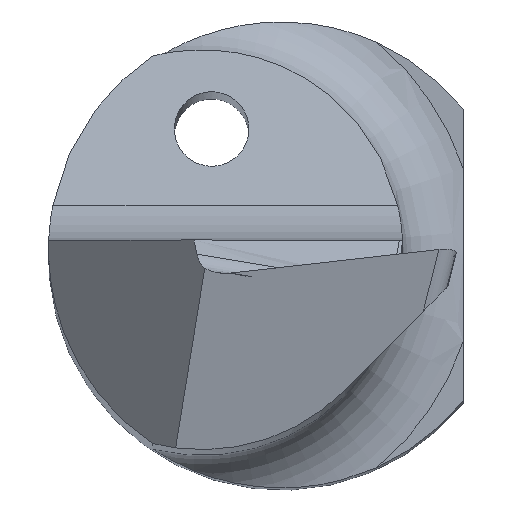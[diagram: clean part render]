
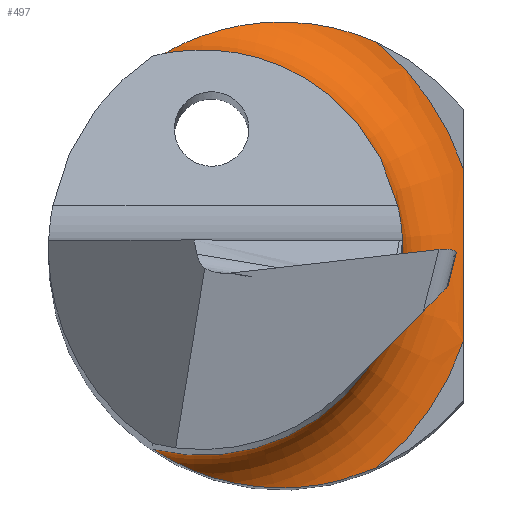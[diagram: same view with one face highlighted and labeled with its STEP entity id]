
A CAD part, top view. The second image highlights one B-rep face of the part: STEP entity #497.
In plain terms, the highlighted toroidal (fillet/blend) face has major radius 2.95 mm and minor radius 0.8 mm.
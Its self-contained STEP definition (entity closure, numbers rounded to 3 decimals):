
#9 = ORIENTED_EDGE ( 'NONE', *, *, #555, .F. ) ;
#25 = CARTESIAN_POINT ( 'NONE',  ( -1.312, 2.128, 15.336 ) ) ;
#34 = CARTESIAN_POINT ( 'NONE',  ( -1.382, 2.083, 15.491 ) ) ;
#40 = CARTESIAN_POINT ( 'NONE',  ( -1.161, 2.216, 15.18 ) ) ;
#53 = DIRECTION ( 'NONE',  ( -1., 0., 0. ) ) ;
#60 = CARTESIAN_POINT ( 'NONE',  ( -1.312, -2.128, 15.335 ) ) ;
#125 = CARTESIAN_POINT ( 'NONE',  ( -1.365, -2.095, 15.434 ) ) ;
#156 = ORIENTED_EDGE ( 'NONE', *, *, #472, .F. ) ;
#161 = CARTESIAN_POINT ( 'NONE',  ( -1.277, 2.15, 15.293 ) ) ;
#164 = DIRECTION ( 'NONE',  ( 0., 0., -1. ) ) ;
#170 = VERTEX_POINT ( 'NONE', #276 ) ;
#175 = CARTESIAN_POINT ( 'NONE',  ( 0.805, 2.378, 14.75 ) ) ;
#183 = DIRECTION ( 'NONE',  ( 0., 0., 1. ) ) ;
#187 = CARTESIAN_POINT ( 'NONE',  ( 0.583, -2.442, 14.757 ) ) ;
#188 = CARTESIAN_POINT ( 'NONE',  ( 1.018, -2.284, 14.75 ) ) ;
#189 = EDGE_CURVE ( 'NONE', #854, #554, #720, .T. ) ;
#210 = VERTEX_POINT ( 'NONE', #822 ) ;
#216 = CARTESIAN_POINT ( 'NONE',  ( -1.382, 2.083, 15.55 ) ) ;
#223 = CARTESIAN_POINT ( 'NONE',  ( -1.382, 2.083, 15.55 ) ) ;
#230 = B_SPLINE_CURVE_WITH_KNOTS ( 'NONE', 3,
 ( #223, #34, #643, #25, #161, #40, #293, #305, #882, #239, #583, #298, #743, #233, #175, #514 ),
 .UNSPECIFIED., .F., .F.,
 ( 4, 2, 2, 2, 2, 2, 2, 4 ),
 ( 0., 0., 0., 0.001, 0.001, 0.001, 0.002, 0.003 ),
 .UNSPECIFIED. ) ;
#233 = CARTESIAN_POINT ( 'NONE',  ( 0.578, 2.443, 14.757 ) ) ;
#239 = CARTESIAN_POINT ( 'NONE',  ( -0.556, 2.44, 14.92 ) ) ;
#242 = DIRECTION ( 'NONE',  ( 0., 0., -1. ) ) ;
#245 = CARTESIAN_POINT ( 'NONE',  ( -1.382, -2.083, 15.55 ) ) ;
#250 = CARTESIAN_POINT ( 'NONE',  ( -0.443, -2.463, 14.891 ) ) ;
#252 = DIRECTION ( 'NONE',  ( 0., 0., -1. ) ) ;
#261 = CARTESIAN_POINT ( 'NONE',  ( 1.95, -0.619, 14.75 ) ) ;
#276 = CARTESIAN_POINT ( 'NONE',  ( 1.018, -2.284, 14.75 ) ) ;
#293 = CARTESIAN_POINT ( 'NONE',  ( -1.068, 2.263, 15.123 ) ) ;
#298 = CARTESIAN_POINT ( 'NONE',  ( -0.111, 2.508, 14.823 ) ) ;
#305 = CARTESIAN_POINT ( 'NONE',  ( -0.874, 2.344, 15.026 ) ) ;
#314 = CARTESIAN_POINT ( 'NONE',  ( -0.85, 0., 14.75 ) ) ;
#321 = AXIS2_PLACEMENT_3D ( 'NONE', #314, #242, #371 ) ;
#322 = AXIS2_PLACEMENT_3D ( 'NONE', #609, #183, #53 ) ;
#326 = CARTESIAN_POINT ( 'NONE',  ( -0.872, -2.345, 15.025 ) ) ;
#327 = TOROIDAL_SURFACE ( 'NONE', #857, 2.95, 0.8 ) ;
#328 = AXIS2_PLACEMENT_3D ( 'NONE', #713, #164, #517 ) ;
#329 = CARTESIAN_POINT ( 'NONE',  ( 0.123, -2.5, 14.796 ) ) ;
#353 = CARTESIAN_POINT ( 'NONE',  ( 1.95, 0.619, 14.75 ) ) ;
#354 = ORIENTED_EDGE ( 'NONE', *, *, #189, .F. ) ;
#371 = DIRECTION ( 'NONE',  ( -1., 0., 0. ) ) ;
#374 = FACE_OUTER_BOUND ( 'NONE', #870, .T. ) ;
#388 = CARTESIAN_POINT ( 'NONE',  ( 0.24, -2.491, 14.784 ) ) ;
#398 = CARTESIAN_POINT ( 'NONE',  ( -1.277, -2.15, 15.293 ) ) ;
#413 = CARTESIAN_POINT ( 'NONE',  ( 1.95, -0.31, 14.764 ) ) ;
#467 = CARTESIAN_POINT ( 'NONE',  ( 0.804, -2.379, 14.75 ) ) ;
#472 = EDGE_CURVE ( 'NONE', #872, #854, #230, .T. ) ;
#497 = ADVANCED_FACE ( 'NONE', ( #374 ), #327, .F. ) ;
#506 = ORIENTED_EDGE ( 'NONE', *, *, #610, .F. ) ;
#513 = ORIENTED_EDGE ( 'NONE', *, *, #733, .F. ) ;
#514 = CARTESIAN_POINT ( 'NONE',  ( 1.018, 2.284, 14.75 ) ) ;
#517 = DIRECTION ( 'NONE',  ( -1., 0., 0. ) ) ;
#531 = CARTESIAN_POINT ( 'NONE',  ( -0.555, -2.44, 14.919 ) ) ;
#554 = VERTEX_POINT ( 'NONE', #748 ) ;
#555 = EDGE_CURVE ( 'NONE', #170, #210, #894, .T. ) ;
#568 = CIRCLE ( 'NONE', #322, 2.15 ) ;
#571 = CARTESIAN_POINT ( 'NONE',  ( 1.95, -0.929, 14.75 ) ) ;
#583 = CARTESIAN_POINT ( 'NONE',  ( -0.447, 2.462, 14.892 ) ) ;
#601 = CARTESIAN_POINT ( 'NONE',  ( -0.106, -2.5, 14.827 ) ) ;
#609 = CARTESIAN_POINT ( 'NONE',  ( -0.85, 0., 15.55 ) ) ;
#610 = EDGE_CURVE ( 'NONE', #210, #872, #568, .T. ) ;
#632 = ORIENTED_EDGE ( 'NONE', *, *, #782, .F. ) ;
#643 = CARTESIAN_POINT ( 'NONE',  ( -1.365, 2.095, 15.434 ) ) ;
#675 = CARTESIAN_POINT ( 'NONE',  ( -1.068, -2.263, 15.122 ) ) ;
#686 = CARTESIAN_POINT ( 'NONE',  ( -1.382, -2.083, 15.491 ) ) ;
#713 = CARTESIAN_POINT ( 'NONE',  ( -0.85, 0., 14.75 ) ) ;
#720 = CIRCLE ( 'NONE', #321, 2.95 ) ;
#733 = EDGE_CURVE ( 'NONE', #554, #781, #837, .T. ) ;
#743 = CARTESIAN_POINT ( 'NONE',  ( 0.123, 2.508, 14.793 ) ) ;
#748 = CARTESIAN_POINT ( 'NONE',  ( 1.95, 0.929, 14.75 ) ) ;
#764 = CARTESIAN_POINT ( 'NONE',  ( -1.161, -2.216, 15.18 ) ) ;
#767 = CARTESIAN_POINT ( 'NONE',  ( 1.95, 0.929, 14.75 ) ) ;
#770 = CIRCLE ( 'NONE', #328, 2.95 ) ;
#781 = VERTEX_POINT ( 'NONE', #571 ) ;
#782 = EDGE_CURVE ( 'NONE', #781, #170, #770, .T. ) ;
#817 = CARTESIAN_POINT ( 'NONE',  ( 1.018, 2.284, 14.75 ) ) ;
#822 = CARTESIAN_POINT ( 'NONE',  ( -1.382, -2.083, 15.55 ) ) ;
#833 = CARTESIAN_POINT ( 'NONE',  ( -0.769, -2.381, 14.986 ) ) ;
#835 = CARTESIAN_POINT ( 'NONE',  ( -0.219, -2.493, 14.845 ) ) ;
#836 = CARTESIAN_POINT ( 'NONE',  ( 1.95, -0.929, 14.75 ) ) ;
#837 = B_SPLINE_CURVE_WITH_KNOTS ( 'NONE', 3,
 ( #767, #353, #908, #413, #261, #836 ),
 .UNSPECIFIED., .F., .F.,
 ( 4, 2, 4 ),
 ( 0., 0.001, 0.002 ),
 .UNSPECIFIED. ) ;
#854 = VERTEX_POINT ( 'NONE', #817 ) ;
#857 = AXIS2_PLACEMENT_3D ( 'NONE', #892, #252, #904 ) ;
#870 = EDGE_LOOP ( 'NONE', ( #156, #506, #9, #632, #513, #354 ) ) ;
#872 = VERTEX_POINT ( 'NONE', #216 ) ;
#882 = CARTESIAN_POINT ( 'NONE',  ( -0.77, 2.381, 14.986 ) ) ;
#892 = CARTESIAN_POINT ( 'NONE',  ( -0.85, 0., 15.55 ) ) ;
#894 = B_SPLINE_CURVE_WITH_KNOTS ( 'NONE', 3,
 ( #188, #467, #187, #388, #329, #601, #835, #250, #531, #833, #326, #675, #764, #398, #60, #125, #686, #245 ),
 .UNSPECIFIED., .F., .F.,
 ( 4, 2, 2, 2, 2, 2, 2, 2, 4 ),
 ( 0., 0.001, 0.001, 0.001, 0.002, 0.002, 0.002, 0.003, 0.003 ),
 .UNSPECIFIED. ) ;
#904 = DIRECTION ( 'NONE',  ( -1., 0., 0. ) ) ;
#908 = CARTESIAN_POINT ( 'NONE',  ( 1.95, 0.31, 14.764 ) ) ;
